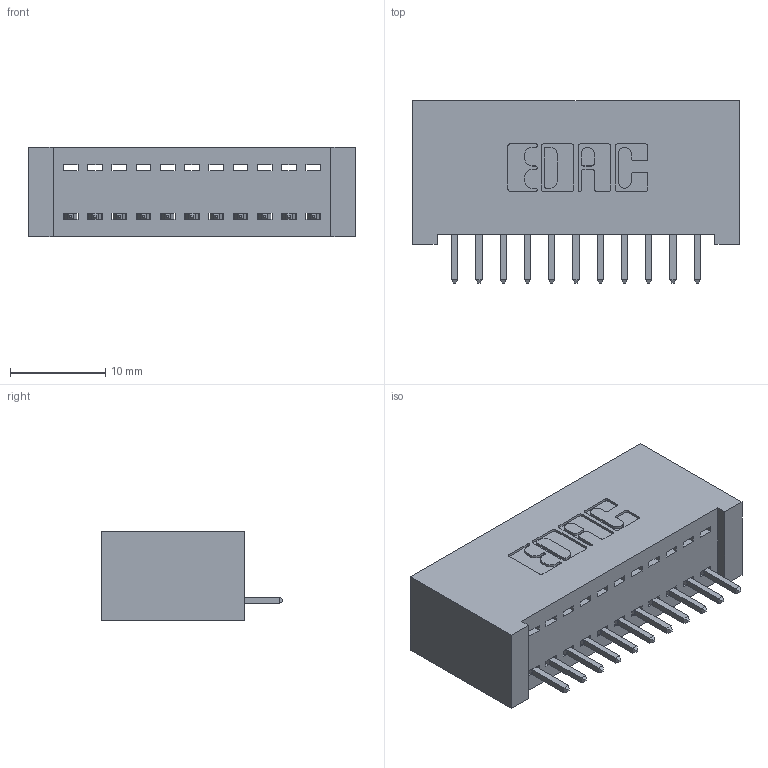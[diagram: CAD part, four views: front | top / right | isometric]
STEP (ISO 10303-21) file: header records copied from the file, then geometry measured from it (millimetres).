
FILE_DESCRIPTION (( 'STEP AP203' ), '1' );
FILE_NAME ('392-011-521-101.STEP', '2019-10-05T01:26:56', ( '' ), ( '' ), 'SwSTEP 2.0', 'SolidWorks 2016', '' );
FILE_SCHEMA (( 'CONFIG_CONTROL_DESIGN' ));
Length unit declared in the file: inch
Products named in the file (3): 342 Part_Lugless; 345-292-001_345-293-121; 392-011-521-101
Assembly tree (12 placements, depth 2):
  392-011-521-101
    342 Part_Lugless
    345-292-001_345-293-121  x11
Bounding box: 34.19 x 19.06 x 9.4 mm (x, y, z)
Volume: 3261.1 mm3; surface area: 4413.2 mm2
Topology: 12 solids, 12 shells, 740 faces, 2211 edges, 1458 vertices
Faces by surface type: plane 524, cylinder 216
Entity records: 10343 total; most frequent: CARTESIAN_POINT 1795, ORIENTED_EDGE 1742, DIRECTION 1569, EDGE_CURVE 871, VECTOR 751, LINE 751, VERTEX_POINT 578, AXIS2_PLACEMENT_3D 409
